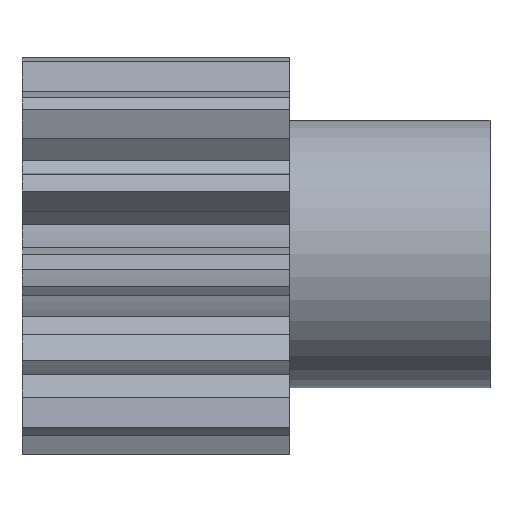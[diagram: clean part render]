
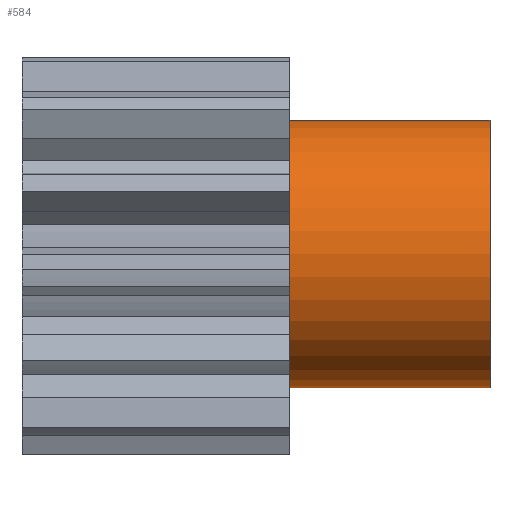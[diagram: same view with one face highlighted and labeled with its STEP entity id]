
A CAD part, top view. The second image highlights one B-rep face of the part: STEP entity #584.
In plain terms, the highlighted cylindrical face has radius 10 mm (diameter 20 mm), a partial arc.
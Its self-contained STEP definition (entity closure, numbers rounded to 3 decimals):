
#540 = VERTEX_POINT( '', #1549 );
#546 = EDGE_CURVE( '', #540, #1190, #1555, .T. );
#584 = ADVANCED_FACE( '', ( #1596 ), #1597, .T. );
#798 = EDGE_CURVE( '', #1476, #1264, #1832, .T. );
#1190 = VERTEX_POINT( '', #2257 );
#1264 = VERTEX_POINT( '', #2337 );
#1314 = EDGE_CURVE( '', #540, #1476, #2392, .T. );
#1356 = EDGE_CURVE( '', #1264, #1190, #2440, .T. );
#1476 = VERTEX_POINT( '', #2570 );
#1549 = CARTESIAN_POINT( '', ( 10., -10., 0. ) );
#1555 = CIRCLE( '', #2648, 10. );
#1596 = FACE_OUTER_BOUND( '', #2707, .T. );
#1597 = CYLINDRICAL_SURFACE( '', #2708, 10. );
#1832 = CIRCLE( '', #3029, 10. );
#2257 = CARTESIAN_POINT( '', ( 10., 10., 0. ) );
#2337 = CARTESIAN_POINT( '', ( 25., 10., 0. ) );
#2392 = LINE( '', #3833, #3834 );
#2440 = LINE( '', #3896, #3897 );
#2570 = CARTESIAN_POINT( '', ( 25., -10., 0. ) );
#2648 = AXIS2_PLACEMENT_3D( '', #4141, #4142, #4143 );
#2707 = EDGE_LOOP( '', ( #4183, #4184, #4185, #4186 ) );
#2708 = AXIS2_PLACEMENT_3D( '', #4187, #4188, #4189 );
#3029 = AXIS2_PLACEMENT_3D( '', #4420, #4421, #4422 );
#3833 = CARTESIAN_POINT( '', ( 17.5, -10., 0. ) );
#3834 = VECTOR( '', #5104, 1. );
#3896 = CARTESIAN_POINT( '', ( 17.5, 10., 0. ) );
#3897 = VECTOR( '', #5167, 1. );
#4141 = CARTESIAN_POINT( '', ( 10., 0., 0. ) );
#4142 = DIRECTION( '', ( -1., 0., 0. ) );
#4143 = DIRECTION( '', ( 0., 1., 0. ) );
#4183 = ORIENTED_EDGE( '', *, *, #1356, .T. );
#4184 = ORIENTED_EDGE( '', *, *, #546, .F. );
#4185 = ORIENTED_EDGE( '', *, *, #1314, .T. );
#4186 = ORIENTED_EDGE( '', *, *, #798, .T. );
#4187 = CARTESIAN_POINT( '', ( 17.5, 0., 0. ) );
#4188 = DIRECTION( '', ( 1., 0., 0. ) );
#4189 = DIRECTION( '', ( 0., 1., 0. ) );
#4420 = CARTESIAN_POINT( '', ( 25., 0., 0. ) );
#4421 = DIRECTION( '', ( -1., 0., 0. ) );
#4422 = DIRECTION( '', ( 0., 1., 0. ) );
#5104 = DIRECTION( '', ( 1., 0., 0. ) );
#5167 = DIRECTION( '', ( -1., 0., 0. ) );
